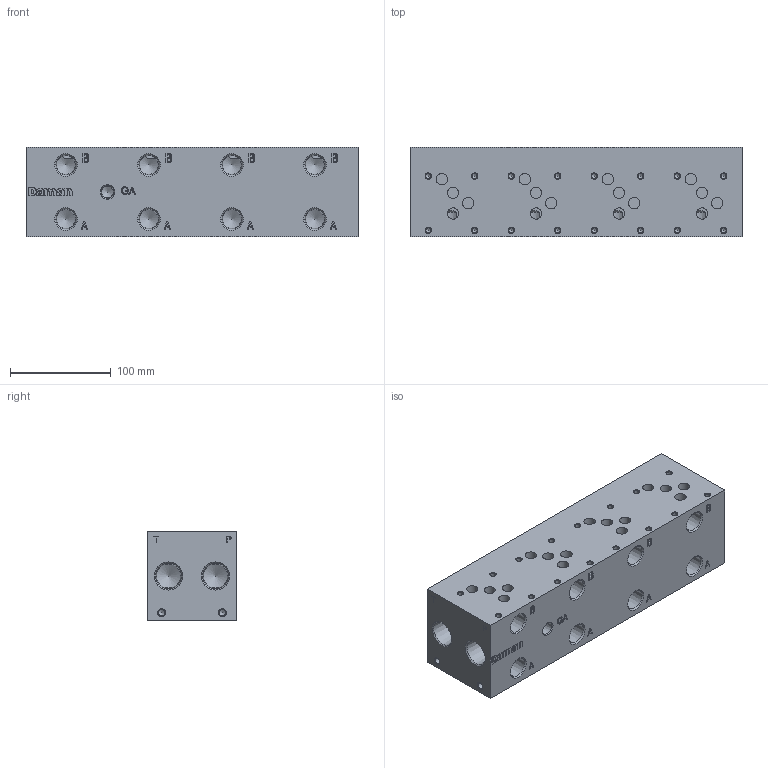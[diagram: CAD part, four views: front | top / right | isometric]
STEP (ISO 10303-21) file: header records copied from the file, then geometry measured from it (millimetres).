
FILE_DESCRIPTION( ( 'STEP AP214' ), ' ' );
FILE_NAME( 'AD05P043P.stp', '2018-05-10T03:17:01', ( '' ), ( '' ), ' ', 'PARTsolutions', ' ' );
FILE_SCHEMA( ( 'AUTOMOTIVE_DESIGN { 1 0 10303 214 1 1 1 1 }' ) );
Length unit declared in the file: inch
Products named in the file (1): _AD05P043P
Bounding box: 330.2 x 88.9 x 88.9 mm (x, y, z)
Volume: 2467538.8 mm3; surface area: 165016.7 mm2
Topology: 1 solids, 1 shells, 433 faces, 1098 edges, 712 vertices
Faces by surface type: plane 257, cylinder 97, cone 79
Full cylindrical faces by diameter (mm): 4.976 x16, 6.411 x4, 11.201 x16
Entity records: 15715 total; most frequent: CARTESIAN_POINT 2260, DIRECTION 2041, ORIENTED_EDGE 1872, EDGE_CURVE 936, VERTEX_POINT 698, AXIS2_PLACEMENT_3D 687, LINE 667, VECTOR 667
